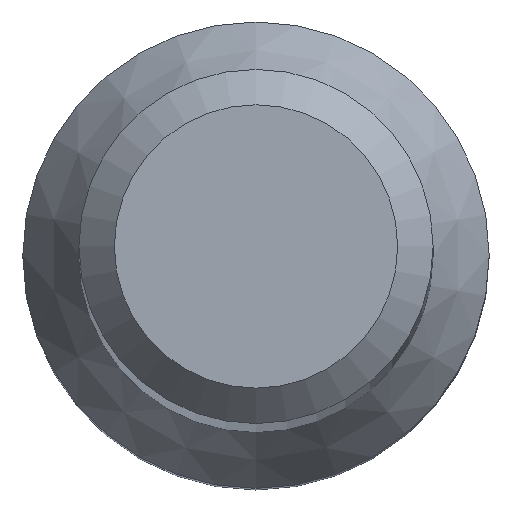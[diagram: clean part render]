
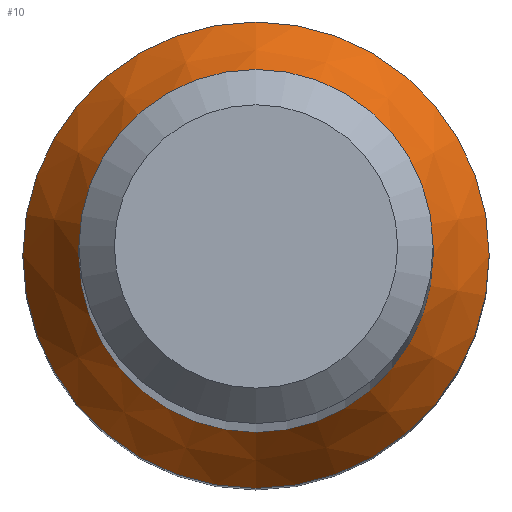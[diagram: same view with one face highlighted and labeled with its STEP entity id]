
A CAD part, top view. The second image highlights one B-rep face of the part: STEP entity #10.
In plain terms, the highlighted conical face has half-angle 30 degrees and reference radius 3.95 mm.
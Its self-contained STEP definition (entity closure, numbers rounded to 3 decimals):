
#5 = CARTESIAN_POINT ( 'NONE',  ( 0., 0., 17.645 ) ) ;
#6 = DIRECTION ( 'NONE',  ( 0., 1., 0. ) ) ;
#10 = ADVANCED_FACE ( 'NONE', ( #159, #122 ), #91, .T. ) ;
#14 = EDGE_CURVE ( 'NONE', #101, #101, #25, .T. ) ;
#20 = CIRCLE ( 'NONE', #41, 3.95 ) ;
#25 = CIRCLE ( 'NONE', #120, 3. ) ;
#27 = EDGE_LOOP ( 'NONE', ( #191 ) ) ;
#39 = CARTESIAN_POINT ( 'NONE',  ( 0., 0., 16. ) ) ;
#41 = AXIS2_PLACEMENT_3D ( 'NONE', #39, #163, #78 ) ;
#70 = DIRECTION ( 'NONE',  ( 0., 1., 0. ) ) ;
#73 = CARTESIAN_POINT ( 'NONE',  ( 0., 0., 16. ) ) ;
#78 = DIRECTION ( 'NONE',  ( 0., 1., 0. ) ) ;
#84 = CARTESIAN_POINT ( 'NONE',  ( 0., 3., 17.645 ) ) ;
#86 = EDGE_LOOP ( 'NONE', ( #188 ) ) ;
#91 = CONICAL_SURFACE ( 'NONE', #219, 3.95, 0.524 ) ;
#101 = VERTEX_POINT ( 'NONE', #84 ) ;
#119 = CARTESIAN_POINT ( 'NONE',  ( 0., 3.95, 16. ) ) ;
#120 = AXIS2_PLACEMENT_3D ( 'NONE', #5, #178, #6 ) ;
#122 = FACE_OUTER_BOUND ( 'NONE', #27, .T. ) ;
#132 = EDGE_CURVE ( 'NONE', #134, #134, #20, .T. ) ;
#134 = VERTEX_POINT ( 'NONE', #119 ) ;
#144 = DIRECTION ( 'NONE',  ( 0., 0., -1. ) ) ;
#159 = FACE_BOUND ( 'NONE', #86, .T. ) ;
#163 = DIRECTION ( 'NONE',  ( 0., 0., -1. ) ) ;
#178 = DIRECTION ( 'NONE',  ( 0., 0., -1. ) ) ;
#188 = ORIENTED_EDGE ( 'NONE', *, *, #14, .T. ) ;
#191 = ORIENTED_EDGE ( 'NONE', *, *, #132, .F. ) ;
#219 = AXIS2_PLACEMENT_3D ( 'NONE', #73, #144, #70 ) ;
